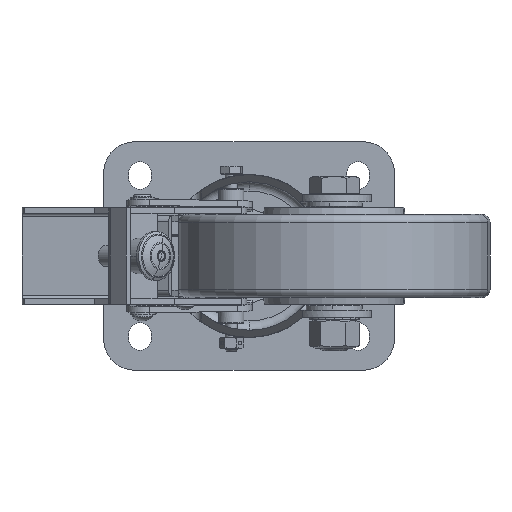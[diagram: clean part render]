
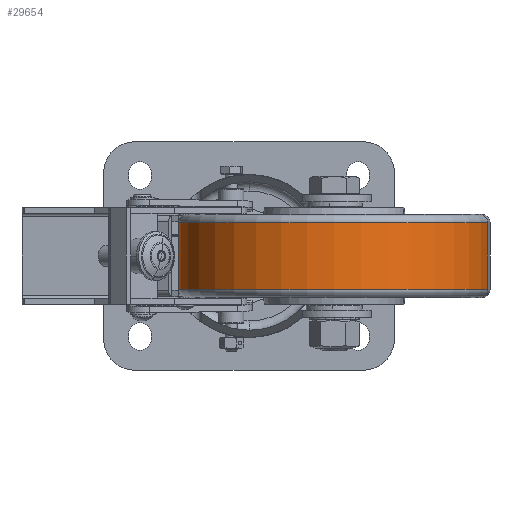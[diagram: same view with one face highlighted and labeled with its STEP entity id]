
A CAD part, front view. The second image highlights one B-rep face of the part: STEP entity #29654.
In plain terms, the highlighted cylindrical face has radius 75 mm (diameter 150 mm), a partial arc.
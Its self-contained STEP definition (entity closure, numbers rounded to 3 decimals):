
#33 = AXIS2_PLACEMENT_3D ( 'NONE', #14752, #36833, #40096 ) ;
#415 = CARTESIAN_POINT ( 'NONE',  ( -32.861, -96.981, 16. ) ) ;
#1834 = LINE ( 'NONE', #13879, #32031 ) ;
#2217 = ORIENTED_EDGE ( 'NONE', *, *, #17891, .T. ) ;
#4207 = DIRECTION ( 'NONE',  ( 0.985, -0.174, 0. ) ) ;
#4569 = EDGE_CURVE ( 'NONE', #5603, #23404, #25631, .T. ) ;
#5603 = VERTEX_POINT ( 'NONE', #13553 ) ;
#7231 = VERTEX_POINT ( 'NONE', #415 ) ;
#8010 = FACE_OUTER_BOUND ( 'NONE', #36808, .T. ) ;
#11097 = ORIENTED_EDGE ( 'NONE', *, *, #29876, .T. ) ;
#12538 = CARTESIAN_POINT ( 'NONE',  ( 41., -110., -16. ) ) ;
#12935 = ORIENTED_EDGE ( 'NONE', *, *, #4569, .F. ) ;
#12980 = CARTESIAN_POINT ( 'NONE',  ( 41., -110., 16. ) ) ;
#13553 = CARTESIAN_POINT ( 'NONE',  ( 114.861, -123.019, 16. ) ) ;
#13879 = CARTESIAN_POINT ( 'NONE',  ( -32.861, -96.981, 0. ) ) ;
#14271 = DIRECTION ( 'NONE',  ( 0., 0., -1. ) ) ;
#14724 = CARTESIAN_POINT ( 'NONE',  ( 114.861, -123.019, -16. ) ) ;
#14752 = CARTESIAN_POINT ( 'NONE',  ( 41., -110., 0. ) ) ;
#15551 = EDGE_CURVE ( 'NONE', #5603, #7231, #36050, .T. ) ;
#16463 = DIRECTION ( 'NONE',  ( 0., 0., -1. ) ) ;
#16472 = VECTOR ( 'NONE', #28470, 1000. ) ;
#17891 = EDGE_CURVE ( 'NONE', #32420, #23404, #26777, .T. ) ;
#19454 = CARTESIAN_POINT ( 'NONE',  ( 114.861, -123.019, 0. ) ) ;
#20138 = CARTESIAN_POINT ( 'NONE',  ( -32.861, -96.981, -16. ) ) ;
#20474 = CYLINDRICAL_SURFACE ( 'NONE', #33, 75. ) ;
#21944 = DIRECTION ( 'NONE',  ( 0., 0., 1. ) ) ;
#23404 = VERTEX_POINT ( 'NONE', #14724 ) ;
#25631 = LINE ( 'NONE', #19454, #16472 ) ;
#26777 = CIRCLE ( 'NONE', #39181, 75. ) ;
#28159 = AXIS2_PLACEMENT_3D ( 'NONE', #12980, #16463, #4207 ) ;
#28470 = DIRECTION ( 'NONE',  ( 0., 0., -1. ) ) ;
#29654 = ADVANCED_FACE ( 'NONE', ( #8010 ), #20474, .T. ) ;
#29876 = EDGE_CURVE ( 'NONE', #7231, #32420, #1834, .T. ) ;
#31334 = DIRECTION ( 'NONE',  ( -0.985, 0.174, 0. ) ) ;
#32031 = VECTOR ( 'NONE', #14271, 1000. ) ;
#32420 = VERTEX_POINT ( 'NONE', #20138 ) ;
#36050 = CIRCLE ( 'NONE', #28159, 75. ) ;
#36808 = EDGE_LOOP ( 'NONE', ( #12935, #39647, #11097, #2217 ) ) ;
#36833 = DIRECTION ( 'NONE',  ( 0., 0., -1. ) ) ;
#39181 = AXIS2_PLACEMENT_3D ( 'NONE', #12538, #21944, #31334 ) ;
#39647 = ORIENTED_EDGE ( 'NONE', *, *, #15551, .T. ) ;
#40096 = DIRECTION ( 'NONE',  ( -0.985, 0.174, 0. ) ) ;
